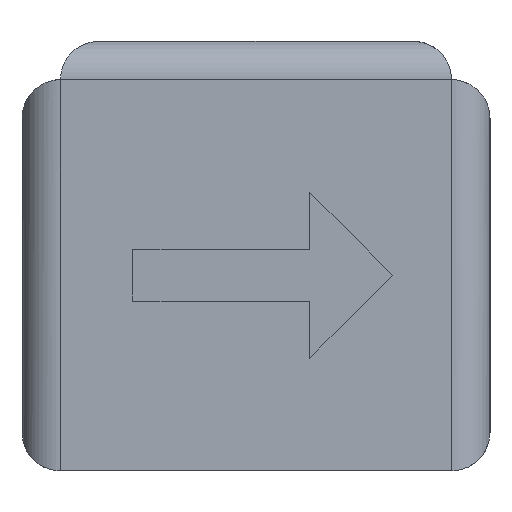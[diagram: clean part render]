
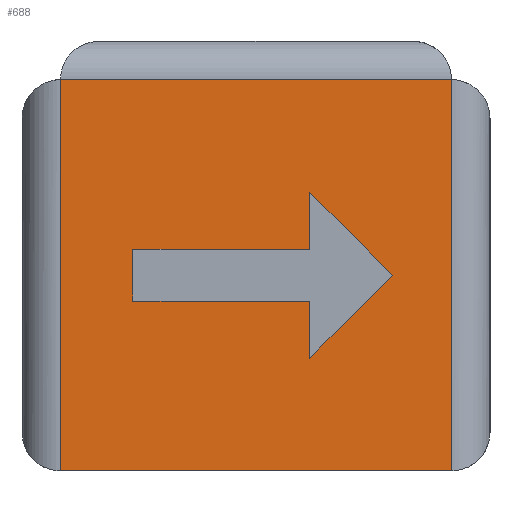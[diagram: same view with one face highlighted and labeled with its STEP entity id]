
A CAD part, left-side view. The second image highlights one B-rep face of the part: STEP entity #688.
In plain terms, the highlighted planar face has unit normal (-1, 0, 0).
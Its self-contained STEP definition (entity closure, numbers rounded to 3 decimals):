
#26=FACE_BOUND('',#147,.T.);
#58=PLANE('',#752);
#96=FACE_OUTER_BOUND('',#146,.T.);
#146=EDGE_LOOP('',(#598,#599,#600,#601));
#147=EDGE_LOOP('',(#602,#603,#604,#605,#606,#607,#608));
#184=LINE('',#1006,#249);
#200=LINE('',#1058,#265);
#204=LINE('',#1068,#269);
#205=LINE('',#1076,#270);
#209=LINE('',#1084,#274);
#212=LINE('',#1090,#277);
#215=LINE('',#1096,#280);
#218=LINE('',#1102,#283);
#221=LINE('',#1108,#286);
#224=LINE('',#1113,#289);
#228=LINE('',#1129,#293);
#249=VECTOR('',#809,10.);
#265=VECTOR('',#867,10.);
#269=VECTOR('',#879,10.);
#270=VECTOR('',#886,10.);
#274=VECTOR('',#892,10.);
#277=VECTOR('',#897,10.);
#280=VECTOR('',#902,10.);
#283=VECTOR('',#907,10.);
#286=VECTOR('',#912,10.);
#289=VECTOR('',#917,10.);
#293=VECTOR('',#941,10.);
#315=VERTEX_POINT('',#1003);
#316=VERTEX_POINT('',#1005);
#330=VERTEX_POINT('',#1055);
#331=VERTEX_POINT('',#1057);
#336=VERTEX_POINT('',#1074);
#337=VERTEX_POINT('',#1075);
#340=VERTEX_POINT('',#1083);
#342=VERTEX_POINT('',#1089);
#344=VERTEX_POINT('',#1095);
#346=VERTEX_POINT('',#1101);
#348=VERTEX_POINT('',#1107);
#380=EDGE_CURVE('',#315,#316,#184,.T.);
#406=EDGE_CURVE('',#331,#330,#200,.T.);
#412=EDGE_CURVE('',#315,#331,#204,.T.);
#415=EDGE_CURVE('',#336,#337,#205,.T.);
#419=EDGE_CURVE('',#340,#336,#209,.T.);
#422=EDGE_CURVE('',#342,#340,#212,.T.);
#425=EDGE_CURVE('',#344,#342,#215,.T.);
#428=EDGE_CURVE('',#346,#344,#218,.T.);
#431=EDGE_CURVE('',#348,#346,#221,.T.);
#434=EDGE_CURVE('',#337,#348,#224,.T.);
#440=EDGE_CURVE('',#316,#330,#228,.T.);
#598=ORIENTED_EDGE('',*,*,#412,.T.);
#599=ORIENTED_EDGE('',*,*,#406,.T.);
#600=ORIENTED_EDGE('',*,*,#440,.F.);
#601=ORIENTED_EDGE('',*,*,#380,.F.);
#602=ORIENTED_EDGE('',*,*,#415,.T.);
#603=ORIENTED_EDGE('',*,*,#434,.T.);
#604=ORIENTED_EDGE('',*,*,#431,.T.);
#605=ORIENTED_EDGE('',*,*,#428,.T.);
#606=ORIENTED_EDGE('',*,*,#425,.T.);
#607=ORIENTED_EDGE('',*,*,#422,.T.);
#608=ORIENTED_EDGE('',*,*,#419,.T.);
#688=ADVANCED_FACE('',(#96,#26),#58,.T.);
#752=AXIS2_PLACEMENT_3D('',#1128,#939,#940);
#809=DIRECTION('',(0.,-1.,0.));
#867=DIRECTION('',(0.,-1.,0.));
#879=DIRECTION('',(0.,0.,-1.));
#886=DIRECTION('',(0.,0.707,-0.707));
#892=DIRECTION('',(0.,-0.707,-0.707));
#897=DIRECTION('',(0.,0.,1.));
#902=DIRECTION('',(0.,-1.,0.));
#907=DIRECTION('',(0.,0.,1.));
#912=DIRECTION('',(0.,1.,0.));
#917=DIRECTION('',(0.,0.,1.));
#939=DIRECTION('center_axis',(-1.,0.,0.));
#940=DIRECTION('ref_axis',(0.,0.,-1.));
#941=DIRECTION('',(0.,0.,-1.));
#1003=CARTESIAN_POINT('',(0.,0.,12.7));
#1005=CARTESIAN_POINT('',(0.,-12.7,12.7));
#1006=CARTESIAN_POINT('',(0.,0.,12.7));
#1055=CARTESIAN_POINT('',(0.,-12.7,0.));
#1057=CARTESIAN_POINT('',(0.,0.,0.));
#1058=CARTESIAN_POINT('',(0.,0.,0.));
#1068=CARTESIAN_POINT('',(0.,0.,12.7));
#1074=CARTESIAN_POINT('',(0.,-10.788,6.35));
#1075=CARTESIAN_POINT('',(0.,-8.097,3.659));
#1076=CARTESIAN_POINT('',(0.,-9.678,5.241));
#1083=CARTESIAN_POINT('',(0.,-8.097,9.041));
#1084=CARTESIAN_POINT('',(0.,-5.158,11.98));
#1089=CARTESIAN_POINT('',(0.,-8.097,7.189));
#1090=CARTESIAN_POINT('',(0.,-8.097,9.944));
#1095=CARTESIAN_POINT('',(0.,-2.35,7.189));
#1096=CARTESIAN_POINT('',(0.,-1.175,7.189));
#1101=CARTESIAN_POINT('',(0.,-2.35,5.511));
#1102=CARTESIAN_POINT('',(0.,-2.35,9.106));
#1107=CARTESIAN_POINT('',(0.,-8.097,5.511));
#1108=CARTESIAN_POINT('',(0.,-4.049,5.511));
#1113=CARTESIAN_POINT('',(0.,-8.097,8.18));
#1128=CARTESIAN_POINT('Origin',(0.,0.,12.7));
#1129=CARTESIAN_POINT('',(0.,-12.7,12.7));
